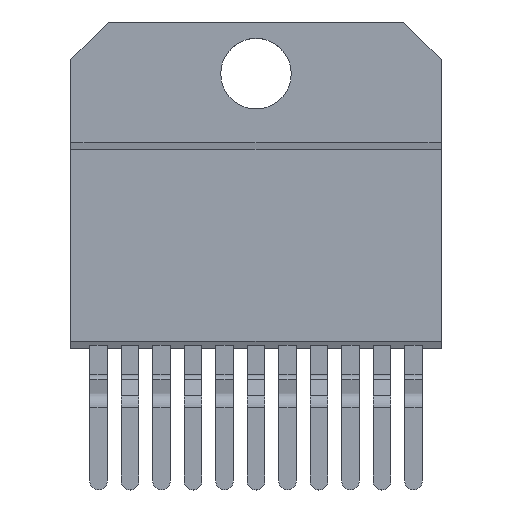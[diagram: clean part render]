
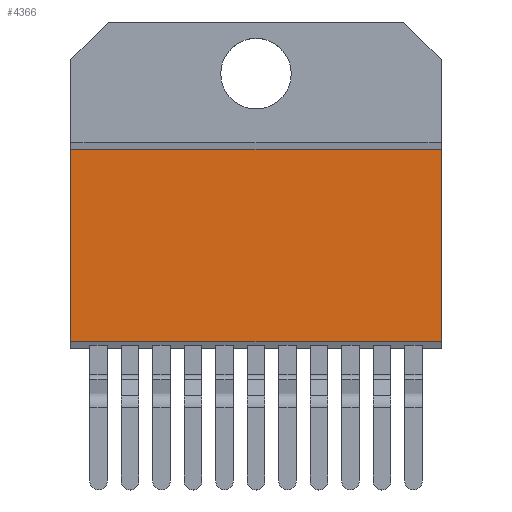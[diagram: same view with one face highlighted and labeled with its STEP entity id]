
A CAD part, top view. The second image highlights one B-rep face of the part: STEP entity #4366.
In plain terms, the highlighted planar face has unit normal (0, 0, 1).
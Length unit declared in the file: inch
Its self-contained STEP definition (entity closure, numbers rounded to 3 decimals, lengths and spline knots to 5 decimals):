
#189 = EDGE_CURVE ( 'NONE', #2704, #5922, #714, .T. ) ;
#538 = AXIS2_PLACEMENT_3D ( 'NONE', #7010, #6509, #1146 ) ;
#587 = VERTEX_POINT ( 'NONE', #6854 ) ;
#711 = ORIENTED_EDGE ( 'NONE', *, *, #189, .T. ) ;
#714 = LINE ( 'NONE', #1177, #5503 ) ;
#733 = DIRECTION ( 'NONE',  ( 1., 0., 0. ) ) ;
#877 = EDGE_LOOP ( 'NONE', ( #1594, #711, #5366, #2946 ) ) ;
#999 = VECTOR ( 'NONE', #7566, 39.37008 ) ;
#1146 = DIRECTION ( 'NONE',  ( 1., 0., 0. ) ) ;
#1177 = CARTESIAN_POINT ( 'NONE',  ( -0.394, 0.563, -0.01225 ) ) ;
#1594 = ORIENTED_EDGE ( 'NONE', *, *, #6561, .F. ) ;
#1717 = DIRECTION ( 'NONE',  ( 0., -1., 0. ) ) ;
#2149 = CARTESIAN_POINT ( 'NONE',  ( -0.394, 0.54863, -0.01225 ) ) ;
#2504 = DIRECTION ( 'NONE',  ( 0., 1., 0. ) ) ;
#2704 = VERTEX_POINT ( 'NONE', #2149 ) ;
#2723 = CARTESIAN_POINT ( 'NONE',  ( -0.394, 0.14037, -0.01225 ) ) ;
#2946 = ORIENTED_EDGE ( 'NONE', *, *, #7227, .T. ) ;
#2983 = LINE ( 'NONE', #3736, #3060 ) ;
#3060 = VECTOR ( 'NONE', #733, 39.37008 ) ;
#3312 = CARTESIAN_POINT ( 'NONE',  ( 0.394, 0.14037, -0.01225 ) ) ;
#3512 = VECTOR ( 'NONE', #2504, 39.37008 ) ;
#3674 = FACE_OUTER_BOUND ( 'NONE', #877, .T. ) ;
#3736 = CARTESIAN_POINT ( 'NONE',  ( -0.394, 0.14037, -0.01225 ) ) ;
#4366 = ADVANCED_FACE ( 'NONE', ( #3674 ), #5288, .T. ) ;
#4829 = CARTESIAN_POINT ( 'NONE',  ( 0.394, 0.563, -0.01225 ) ) ;
#5288 = PLANE ( 'NONE',  #538 ) ;
#5366 = ORIENTED_EDGE ( 'NONE', *, *, #6295, .T. ) ;
#5503 = VECTOR ( 'NONE', #1717, 39.37008 ) ;
#5689 = LINE ( 'NONE', #6281, #999 ) ;
#5922 = VERTEX_POINT ( 'NONE', #2723 ) ;
#5973 = LINE ( 'NONE', #4829, #3512 ) ;
#6281 = CARTESIAN_POINT ( 'NONE',  ( -0.394, 0.54863, -0.01225 ) ) ;
#6295 = EDGE_CURVE ( 'NONE', #5922, #7506, #2983, .T. ) ;
#6509 = DIRECTION ( 'NONE',  ( 0., 0., 1. ) ) ;
#6561 = EDGE_CURVE ( 'NONE', #2704, #587, #5689, .T. ) ;
#6854 = CARTESIAN_POINT ( 'NONE',  ( 0.394, 0.54863, -0.01225 ) ) ;
#7010 = CARTESIAN_POINT ( 'NONE',  ( 0., 0., -0.01225 ) ) ;
#7227 = EDGE_CURVE ( 'NONE', #7506, #587, #5973, .T. ) ;
#7506 = VERTEX_POINT ( 'NONE', #3312 ) ;
#7566 = DIRECTION ( 'NONE',  ( 1., 0., 0. ) ) ;
